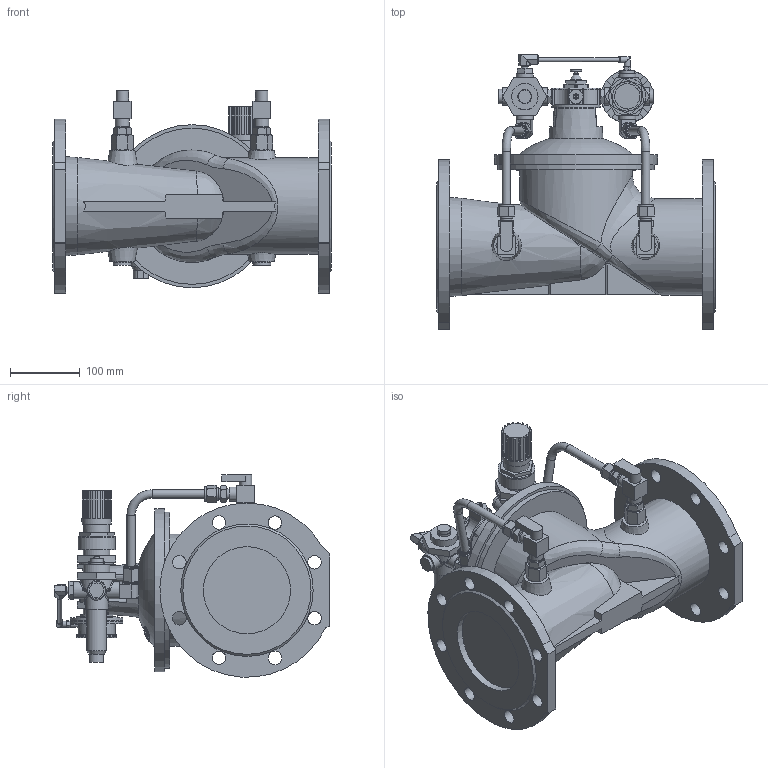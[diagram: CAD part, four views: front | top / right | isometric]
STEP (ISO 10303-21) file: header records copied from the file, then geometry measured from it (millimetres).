
FILE_DESCRIPTION (( 'STEP AP203' ), '1' );
FILE_NAME ('O_859_00_DN125_114XX10_AA0_step.step', '2017-01-09T06:59:19', ( 'Windows User' ), ( 'AVK' ), 'SwSTEP 2.0', 'SolidWorks 2012', '' );
FILE_SCHEMA (( 'CONFIG_CONTROL_DESIGN' ));
Products named in the file (1): O_859_00_DN125_114XX10_AA0_step
Bounding box: 400 x 394.7 x 290.19 mm (x, y, z)
Volume: 9710940.5 mm3; surface area: 637817.3 mm2
Topology: 1 solids, 1 shells, 1102 faces, 2721 edges, 1699 vertices
Faces by surface type: plane 566, cylinder 223, cone 164, bspline 72, torus 57, sphere 20
Full cylindrical faces by diameter (mm): 4 x1, 6 x1, 7 x1, 7.7 x2, 9 x2, 9.7 x1, 12 x4, 14 x1, 15.002 x2, 16 x5, 18 x6, 19 x1, 19.5 x16, 19.6 x2, 20 x7, 21 x5, 24 x2, 25 x8, 26 x2, 28 x1, 32 x2, 37 x1, 38 x3, 40 x1, 42 x1, 46 x3, 48 x3, 53 x3, 58 x1, 70 x1
Entity records: 39929 total; most frequent: CARTESIAN_POINT 15797, ORIENTED_EDGE 4974, DIRECTION 4740, EDGE_CURVE 2487, AXIS2_PLACEMENT_3D 1832, VERTEX_POINT 1617, EDGE_LOOP 1370, FACE_OUTER_BOUND 1218
